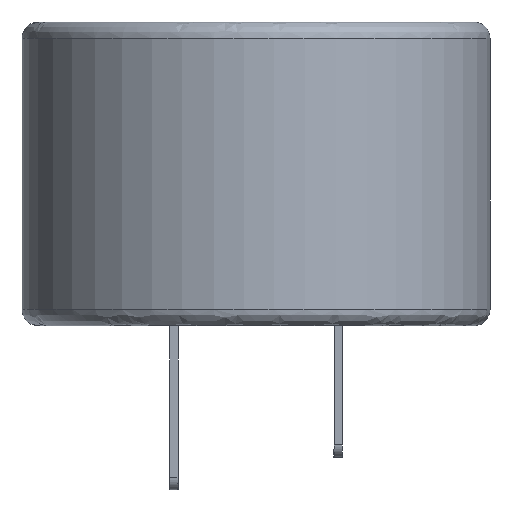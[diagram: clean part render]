
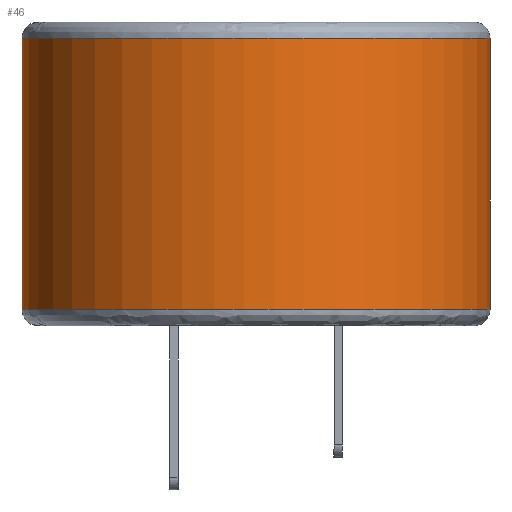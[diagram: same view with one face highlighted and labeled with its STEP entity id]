
A CAD part, front view. The second image highlights one B-rep face of the part: STEP entity #46.
In plain terms, the highlighted free-form (B-spline) face has degree [2, 1] with [9, 2] control points.
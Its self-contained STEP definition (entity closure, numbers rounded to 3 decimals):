
#46=ADVANCED_FACE('',(#80),#441,.T.);
#80=FACE_OUTER_BOUND('',#115,.T.);
#115=EDGE_LOOP('',(#208,#209,#210,#211));
#208=ORIENTED_EDGE('',*,*,#304,.T.);
#209=ORIENTED_EDGE('',*,*,#292,.F.);
#210=ORIENTED_EDGE('',*,*,#289,.F.);
#211=ORIENTED_EDGE('',*,*,#288,.T.);
#288=EDGE_CURVE('',#400,#408,#350,.T.);
#289=EDGE_CURVE('',#400,#402,#351,.T.);
#292=EDGE_CURVE('',#402,#410,#354,.T.);
#304=EDGE_CURVE('',#408,#410,#366,.T.);
#350=(
BOUNDED_CURVE()
B_SPLINE_CURVE(2,(#1372,#1373,#1374,#1375,#1376),.UNSPECIFIED.,.F.,.F.)
B_SPLINE_CURVE_WITH_KNOTS((3,2,3),(0.,20.813,41.626),
 .UNSPECIFIED.)
CURVE()
GEOMETRIC_REPRESENTATION_ITEM()
RATIONAL_B_SPLINE_CURVE((1.,0.707,1.,0.707,1.))
REPRESENTATION_ITEM('')
);
#351=(
BOUNDED_CURVE()
B_SPLINE_CURVE(1,(#1377,#1378),.UNSPECIFIED.,.F.,.F.)
B_SPLINE_CURVE_WITH_KNOTS((2,2),(1.,17.5),.UNSPECIFIED.)
CURVE()
GEOMETRIC_REPRESENTATION_ITEM()
RATIONAL_B_SPLINE_CURVE((1.,1.))
REPRESENTATION_ITEM('')
);
#354=(
BOUNDED_CURVE()
B_SPLINE_CURVE(2,(#1419,#1420,#1421,#1422,#1423),.UNSPECIFIED.,.F.,.F.)
B_SPLINE_CURVE_WITH_KNOTS((3,2,3),(0.,20.813,41.626),
 .UNSPECIFIED.)
CURVE()
GEOMETRIC_REPRESENTATION_ITEM()
RATIONAL_B_SPLINE_CURVE((1.,0.707,1.,0.707,1.))
REPRESENTATION_ITEM('')
);
#366=(
BOUNDED_CURVE()
B_SPLINE_CURVE(1,(#1553,#1554),.UNSPECIFIED.,.F.,.F.)
B_SPLINE_CURVE_WITH_KNOTS((2,2),(1.,17.5),.UNSPECIFIED.)
CURVE()
GEOMETRIC_REPRESENTATION_ITEM()
RATIONAL_B_SPLINE_CURVE((1.,1.))
REPRESENTATION_ITEM('')
);
#400=VERTEX_POINT('',#1356);
#402=VERTEX_POINT('',#1358);
#408=VERTEX_POINT('',#1364);
#410=VERTEX_POINT('',#1366);
#441=(
BOUNDED_SURFACE()
B_SPLINE_SURFACE(2,1,((#948,#949),(#950,#951),(#952,#953),(#954,#955),(#956,
#957),(#958,#959),(#960,#961),(#962,#963),(#964,#965)),.UNSPECIFIED.,.T.,
 .F.,.F.)
B_SPLINE_SURFACE_WITH_KNOTS((3,2,2,2,3),(2,2),(0.,22.384,44.768,
67.152,89.535),(0.,18.5),.UNSPECIFIED.)
GEOMETRIC_REPRESENTATION_ITEM()
RATIONAL_B_SPLINE_SURFACE(((1.,1.),(0.707,0.707),
(1.,1.),(0.707,0.707),(1.,1.),(0.707,
0.707),(1.,1.),(0.707,0.707),(1.,1.)))
REPRESENTATION_ITEM('')
SURFACE()
);
#948=CARTESIAN_POINT('',(28.5,14.25,18.5));
#949=CARTESIAN_POINT('',(28.5,14.25,0.));
#950=CARTESIAN_POINT('',(28.5,0.,18.5));
#951=CARTESIAN_POINT('',(28.5,0.,0.));
#952=CARTESIAN_POINT('',(14.25,0.,18.5));
#953=CARTESIAN_POINT('',(14.25,0.,0.));
#954=CARTESIAN_POINT('',(0.,0.,18.5));
#955=CARTESIAN_POINT('',(0.,0.,0.));
#956=CARTESIAN_POINT('',(0.,14.25,18.5));
#957=CARTESIAN_POINT('',(0.,14.25,0.));
#958=CARTESIAN_POINT('',(0.,28.5,18.5));
#959=CARTESIAN_POINT('',(0.,28.5,0.));
#960=CARTESIAN_POINT('',(14.25,28.5,18.5));
#961=CARTESIAN_POINT('',(14.25,28.5,0.));
#962=CARTESIAN_POINT('',(28.5,28.5,18.5));
#963=CARTESIAN_POINT('',(28.5,28.5,0.));
#964=CARTESIAN_POINT('',(28.5,14.25,18.5));
#965=CARTESIAN_POINT('',(28.5,14.25,0.));
#1356=CARTESIAN_POINT('',(28.5,14.25,17.5));
#1358=CARTESIAN_POINT('',(28.5,14.25,1.));
#1364=CARTESIAN_POINT('',(0.,14.25,17.5));
#1366=CARTESIAN_POINT('',(0.,14.25,1.));
#1372=CARTESIAN_POINT('',(28.5,14.25,17.5));
#1373=CARTESIAN_POINT('',(28.5,0.,17.5));
#1374=CARTESIAN_POINT('',(14.25,0.,17.5));
#1375=CARTESIAN_POINT('',(0.,0.,17.5));
#1376=CARTESIAN_POINT('',(0.,14.25,17.5));
#1377=CARTESIAN_POINT('',(28.5,14.25,17.5));
#1378=CARTESIAN_POINT('',(28.5,14.25,1.));
#1419=CARTESIAN_POINT('',(28.5,14.25,1.));
#1420=CARTESIAN_POINT('',(28.5,0.,1.));
#1421=CARTESIAN_POINT('',(14.25,0.,1.));
#1422=CARTESIAN_POINT('',(0.,0.,1.));
#1423=CARTESIAN_POINT('',(0.,14.25,1.));
#1553=CARTESIAN_POINT('',(0.,14.25,17.5));
#1554=CARTESIAN_POINT('',(0.,14.25,1.));
